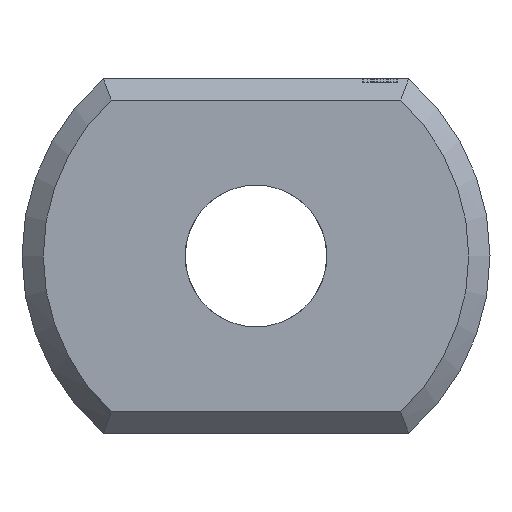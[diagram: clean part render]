
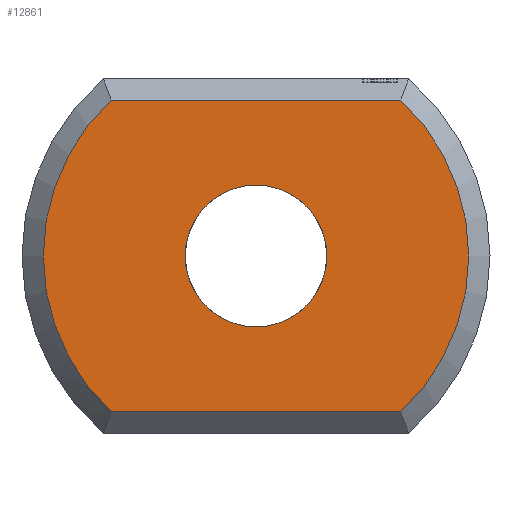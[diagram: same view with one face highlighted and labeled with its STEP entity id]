
A CAD part, left-side view. The second image highlights one B-rep face of the part: STEP entity #12861.
In plain terms, the highlighted planar face has unit normal (-1, 0, 0).
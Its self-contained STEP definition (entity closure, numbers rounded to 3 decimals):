
#298 = PLANE('',#299);
#299 = AXIS2_PLACEMENT_3D('',#300,#301,#302);
#300 = CARTESIAN_POINT('',(0.15,-2.154,-2.35));
#301 = DIRECTION('',(-0.707,0.,-0.707));
#302 = DIRECTION('',(0.,-1.,0.));
#725 = CONICAL_SURFACE('',#726,3.3,0.785);
#726 = AXIS2_PLACEMENT_3D('',#727,#728,#729);
#727 = CARTESIAN_POINT('',(0.3,0.,0.));
#728 = DIRECTION('',(1.,0.,0.));
#729 = DIRECTION('',(0.,0.653,-0.758));
#872 = CONICAL_SURFACE('',#873,3.3,0.785);
#873 = AXIS2_PLACEMENT_3D('',#874,#875,#876);
#874 = CARTESIAN_POINT('',(0.3,0.,0.));
#875 = DIRECTION('',(1.,0.,0.));
#876 = DIRECTION('',(0.,-0.653,0.758));
#909 = VERTEX_POINT('',#910);
#910 = CARTESIAN_POINT('',(0.,-2.04,-2.2));
#937 = VERTEX_POINT('',#938);
#938 = CARTESIAN_POINT('',(0.,2.04,-2.2));
#963 = EDGE_CURVE('',#909,#937,#964,.T.);
#964 = SURFACE_CURVE('',#965,(#969,#976),.PCURVE_S1.);
#965 = LINE('',#966,#967);
#966 = CARTESIAN_POINT('',(0.,-2.154,-2.2));
#967 = VECTOR('',#968,1.);
#968 = DIRECTION('',(0.,1.,0.));
#969 = PCURVE('',#298,#970);
#970 = DEFINITIONAL_REPRESENTATION('',(#971),#975);
#971 = LINE('',#972,#973);
#972 = CARTESIAN_POINT('',(0.,0.212));
#973 = VECTOR('',#974,1.);
#974 = DIRECTION('',(-1.,0.));
#975 = ( GEOMETRIC_REPRESENTATION_CONTEXT(2) 
PARAMETRIC_REPRESENTATION_CONTEXT() REPRESENTATION_CONTEXT('2D SPACE',''
  ) );
#976 = PCURVE('',#977,#982);
#977 = PLANE('',#978);
#978 = AXIS2_PLACEMENT_3D('',#979,#980,#981);
#979 = CARTESIAN_POINT('',(0.,0.,
    0.));
#980 = DIRECTION('',(1.,0.,0.));
#981 = DIRECTION('',(0.,0.,1.));
#982 = DEFINITIONAL_REPRESENTATION('',(#983),#987);
#983 = LINE('',#984,#985);
#984 = CARTESIAN_POINT('',(-2.2,2.154));
#985 = VECTOR('',#986,1.);
#986 = DIRECTION('',(0.,-1.));
#987 = ( GEOMETRIC_REPRESENTATION_CONTEXT(2) 
PARAMETRIC_REPRESENTATION_CONTEXT() REPRESENTATION_CONTEXT('2D SPACE',''
  ) );
#1763 = PLANE('',#1764);
#1764 = AXIS2_PLACEMENT_3D('',#1765,#1766,#1767);
#1765 = CARTESIAN_POINT('',(0.15,-2.154,2.35));
#1766 = DIRECTION('',(0.707,0.,-0.707
    ));
#1767 = DIRECTION('',(0.,-1.,0.));
#12648 = VERTEX_POINT('',#12649);
#12649 = CARTESIAN_POINT('',(0.,2.04,2.2));
#12674 = EDGE_CURVE('',#937,#12648,#12675,.T.);
#12675 = SURFACE_CURVE('',#12676,(#12681,#12688),.PCURVE_S1.);
#12676 = CIRCLE('',#12677,3.);
#12677 = AXIS2_PLACEMENT_3D('',#12678,#12679,#12680);
#12678 = CARTESIAN_POINT('',(0.,0.,
    0.));
#12679 = DIRECTION('',(1.,0.,0.));
#12680 = DIRECTION('',(0.,0.653,-0.758)
  );
#12681 = PCURVE('',#725,#12682);
#12682 = DEFINITIONAL_REPRESENTATION('',(#12683),#12687);
#12683 = LINE('',#12684,#12685);
#12684 = CARTESIAN_POINT('',(0.,-0.3));
#12685 = VECTOR('',#12686,1.);
#12686 = DIRECTION('',(1.,-0.));
#12687 = ( GEOMETRIC_REPRESENTATION_CONTEXT(2) 
PARAMETRIC_REPRESENTATION_CONTEXT() REPRESENTATION_CONTEXT('2D SPACE',''
  ) );
#12688 = PCURVE('',#977,#12689);
#12689 = DEFINITIONAL_REPRESENTATION('',(#12690),#12694);
#12690 = CIRCLE('',#12691,3.);
#12691 = AXIS2_PLACEMENT_2D('',#12692,#12693);
#12692 = CARTESIAN_POINT('',(0.,0.));
#12693 = DIRECTION('',(-0.758,-0.653));
#12694 = ( GEOMETRIC_REPRESENTATION_CONTEXT(2) 
PARAMETRIC_REPRESENTATION_CONTEXT() REPRESENTATION_CONTEXT('2D SPACE',''
  ) );
#12812 = VERTEX_POINT('',#12813);
#12813 = CARTESIAN_POINT('',(0.,-2.04,2.2));
#12840 = EDGE_CURVE('',#12812,#909,#12841,.T.);
#12841 = SURFACE_CURVE('',#12842,(#12847,#12854),.PCURVE_S1.);
#12842 = CIRCLE('',#12843,3.);
#12843 = AXIS2_PLACEMENT_3D('',#12844,#12845,#12846);
#12844 = CARTESIAN_POINT('',(0.,0.,
    0.));
#12845 = DIRECTION('',(1.,0.,0.));
#12846 = DIRECTION('',(0.,-0.653,0.758)
  );
#12847 = PCURVE('',#872,#12848);
#12848 = DEFINITIONAL_REPRESENTATION('',(#12849),#12853);
#12849 = LINE('',#12850,#12851);
#12850 = CARTESIAN_POINT('',(0.,-0.3));
#12851 = VECTOR('',#12852,1.);
#12852 = DIRECTION('',(1.,-0.));
#12853 = ( GEOMETRIC_REPRESENTATION_CONTEXT(2) 
PARAMETRIC_REPRESENTATION_CONTEXT() REPRESENTATION_CONTEXT('2D SPACE',''
  ) );
#12854 = PCURVE('',#977,#12855);
#12855 = DEFINITIONAL_REPRESENTATION('',(#12856),#12860);
#12856 = CIRCLE('',#12857,3.);
#12857 = AXIS2_PLACEMENT_2D('',#12858,#12859);
#12858 = CARTESIAN_POINT('',(0.,0.));
#12859 = DIRECTION('',(0.758,0.653));
#12860 = ( GEOMETRIC_REPRESENTATION_CONTEXT(2) 
PARAMETRIC_REPRESENTATION_CONTEXT() REPRESENTATION_CONTEXT('2D SPACE',''
  ) );
#12861 = ADVANCED_FACE('',(#12862,#12888),#977,.F.);
#12862 = FACE_BOUND('',#12863,.F.);
#12863 = EDGE_LOOP('',(#12864,#12865,#12886,#12887));
#12864 = ORIENTED_EDGE('',*,*,#12674,.T.);
#12865 = ORIENTED_EDGE('',*,*,#12866,.F.);
#12866 = EDGE_CURVE('',#12812,#12648,#12867,.T.);
#12867 = SURFACE_CURVE('',#12868,(#12872,#12879),.PCURVE_S1.);
#12868 = LINE('',#12869,#12870);
#12869 = CARTESIAN_POINT('',(0.,-2.154,2.2));
#12870 = VECTOR('',#12871,1.);
#12871 = DIRECTION('',(0.,1.,0.));
#12872 = PCURVE('',#977,#12873);
#12873 = DEFINITIONAL_REPRESENTATION('',(#12874),#12878);
#12874 = LINE('',#12875,#12876);
#12875 = CARTESIAN_POINT('',(2.2,2.154));
#12876 = VECTOR('',#12877,1.);
#12877 = DIRECTION('',(0.,-1.));
#12878 = ( GEOMETRIC_REPRESENTATION_CONTEXT(2) 
PARAMETRIC_REPRESENTATION_CONTEXT() REPRESENTATION_CONTEXT('2D SPACE',''
  ) );
#12879 = PCURVE('',#1763,#12880);
#12880 = DEFINITIONAL_REPRESENTATION('',(#12881),#12885);
#12881 = LINE('',#12882,#12883);
#12882 = CARTESIAN_POINT('',(0.,0.212));
#12883 = VECTOR('',#12884,1.);
#12884 = DIRECTION('',(-1.,0.));
#12885 = ( GEOMETRIC_REPRESENTATION_CONTEXT(2) 
PARAMETRIC_REPRESENTATION_CONTEXT() REPRESENTATION_CONTEXT('2D SPACE',''
  ) );
#12886 = ORIENTED_EDGE('',*,*,#12840,.T.);
#12887 = ORIENTED_EDGE('',*,*,#963,.T.);
#12888 = FACE_BOUND('',#12889,.T.);
#12889 = EDGE_LOOP('',(#12890));
#12890 = ORIENTED_EDGE('',*,*,#12891,.T.);
#12891 = EDGE_CURVE('',#12892,#12892,#12894,.T.);
#12892 = VERTEX_POINT('',#12893);
#12893 = CARTESIAN_POINT('',(0.,1.,0.));
#12894 = SURFACE_CURVE('',#12895,(#12900,#12907),.PCURVE_S1.);
#12895 = CIRCLE('',#12896,1.);
#12896 = AXIS2_PLACEMENT_3D('',#12897,#12898,#12899);
#12897 = CARTESIAN_POINT('',(0.,0.,0.));
#12898 = DIRECTION('',(1.,0.,0.));
#12899 = DIRECTION('',(0.,1.,0.));
#12900 = PCURVE('',#977,#12901);
#12901 = DEFINITIONAL_REPRESENTATION('',(#12902),#12906);
#12902 = CIRCLE('',#12903,1.);
#12903 = AXIS2_PLACEMENT_2D('',#12904,#12905);
#12904 = CARTESIAN_POINT('',(0.,0.));
#12905 = DIRECTION('',(0.,-1.));
#12906 = ( GEOMETRIC_REPRESENTATION_CONTEXT(2) 
PARAMETRIC_REPRESENTATION_CONTEXT() REPRESENTATION_CONTEXT('2D SPACE',''
  ) );
#12907 = PCURVE('',#12908,#12913);
#12908 = CYLINDRICAL_SURFACE('',#12909,1.);
#12909 = AXIS2_PLACEMENT_3D('',#12910,#12911,#12912);
#12910 = CARTESIAN_POINT('',(0.,0.,0.));
#12911 = DIRECTION('',(-1.,0.,0.));
#12912 = DIRECTION('',(0.,1.,0.));
#12913 = DEFINITIONAL_REPRESENTATION('',(#12914),#12918);
#12914 = LINE('',#12915,#12916);
#12915 = CARTESIAN_POINT('',(-0.,0.));
#12916 = VECTOR('',#12917,1.);
#12917 = DIRECTION('',(-1.,0.));
#12918 = ( GEOMETRIC_REPRESENTATION_CONTEXT(2) 
PARAMETRIC_REPRESENTATION_CONTEXT() REPRESENTATION_CONTEXT('2D SPACE',''
  ) );
